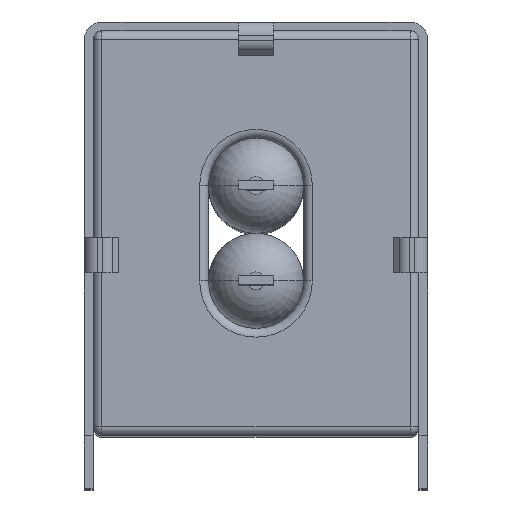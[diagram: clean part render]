
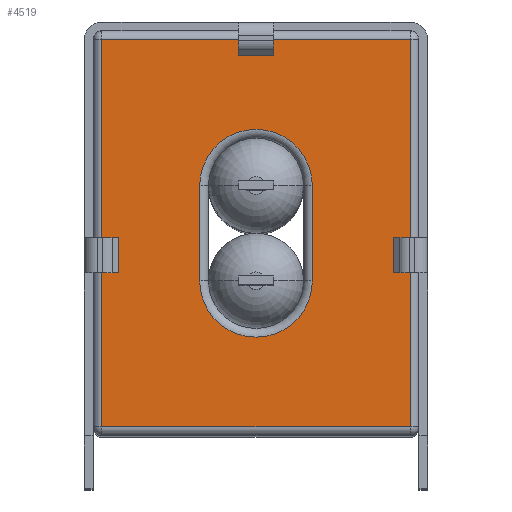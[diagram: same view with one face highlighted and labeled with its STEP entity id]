
A CAD part, top view. The second image highlights one B-rep face of the part: STEP entity #4519.
In plain terms, the highlighted planar face has unit normal (0, 0, 1).
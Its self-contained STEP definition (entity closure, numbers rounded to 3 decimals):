
#127 = VERTEX_POINT ( 'NONE', #1750 ) ;
#378 = EDGE_CURVE ( 'NONE', #127, #6386, #4142, .T. ) ;
#389 = EDGE_CURVE ( 'NONE', #6386, #1410, #1069, .T. ) ;
#540 = CARTESIAN_POINT ( 'NONE',  ( 12.65, 17.55, 48. ) ) ;
#637 = EDGE_CURVE ( 'NONE', #1058, #3984, #1348, .T. ) ;
#962 = EDGE_LOOP ( 'NONE', ( #2860, #5067, #4950, #2071 ) ) ;
#994 = DIRECTION ( 'NONE',  ( 0., 0., -1. ) ) ;
#1014 = LINE ( 'NONE', #6470, #5065 ) ;
#1058 = VERTEX_POINT ( 'NONE', #1310 ) ;
#1069 = LINE ( 'NONE', #3107, #4822 ) ;
#1310 = CARTESIAN_POINT ( 'NONE',  ( 6.25, 17.55, 48. ) ) ;
#1348 = CIRCLE ( 'NONE', #2204, 3.2 ) ;
#1371 = CARTESIAN_POINT ( 'NONE',  ( 12.65, 12.15, 48. ) ) ;
#1387 = LINE ( 'NONE', #3496, #1958 ) ;
#1410 = VERTEX_POINT ( 'NONE', #4686 ) ;
#1428 = CARTESIAN_POINT ( 'NONE',  ( 18.2, 25.85, 48. ) ) ;
#1561 = CARTESIAN_POINT ( 'NONE',  ( 0.7, 25.85, 48. ) ) ;
#1581 = AXIS2_PLACEMENT_3D ( 'NONE', #6365, #4779, #6223 ) ;
#1632 = EDGE_CURVE ( 'NONE', #5731, #127, #3542, .T. ) ;
#1750 = CARTESIAN_POINT ( 'NONE',  ( 18.2, 25.85, 48. ) ) ;
#1839 = DIRECTION ( 'NONE',  ( 0., 1., 0. ) ) ;
#1865 = VERTEX_POINT ( 'NONE', #2827 ) ;
#1875 = CARTESIAN_POINT ( 'NONE',  ( 18.2, 3.85, 48. ) ) ;
#1897 = EDGE_CURVE ( 'NONE', #5764, #1865, #5654, .T. ) ;
#1956 = EDGE_CURVE ( 'NONE', #3984, #5764, #1387, .T. ) ;
#1958 = VECTOR ( 'NONE', #6424, 1000. ) ;
#2071 = ORIENTED_EDGE ( 'NONE', *, *, #3365, .T. ) ;
#2139 = DIRECTION ( 'NONE',  ( 0., -1., 0. ) ) ;
#2204 = AXIS2_PLACEMENT_3D ( 'NONE', #2885, #994, #6001 ) ;
#2442 = DIRECTION ( 'NONE',  ( 1., 0., 0. ) ) ;
#2477 = AXIS2_PLACEMENT_3D ( 'NONE', #6219, #4641, #4175 ) ;
#2827 = CARTESIAN_POINT ( 'NONE',  ( 6.25, 12.15, 48. ) ) ;
#2860 = ORIENTED_EDGE ( 'NONE', *, *, #1632, .T. ) ;
#2885 = CARTESIAN_POINT ( 'NONE',  ( 9.45, 17.55, 48. ) ) ;
#2933 = ORIENTED_EDGE ( 'NONE', *, *, #1897, .T. ) ;
#2985 = ORIENTED_EDGE ( 'NONE', *, *, #637, .T. ) ;
#3008 = VECTOR ( 'NONE', #5244, 1000. ) ;
#3107 = CARTESIAN_POINT ( 'NONE',  ( 0.7, 25.85, 48. ) ) ;
#3133 = VECTOR ( 'NONE', #2442, 1000. ) ;
#3304 = LINE ( 'NONE', #5343, #3133 ) ;
#3306 = FACE_BOUND ( 'NONE', #3779, .T. ) ;
#3365 = EDGE_CURVE ( 'NONE', #1410, #5731, #3304, .T. ) ;
#3422 = EDGE_CURVE ( 'NONE', #1865, #1058, #1014, .T. ) ;
#3476 = DIRECTION ( 'NONE',  ( 0., 1., 0. ) ) ;
#3496 = CARTESIAN_POINT ( 'NONE',  ( 12.65, 12.15, 48. ) ) ;
#3542 = LINE ( 'NONE', #1428, #5262 ) ;
#3675 = CARTESIAN_POINT ( 'NONE',  ( 0.7, 25.85, 48. ) ) ;
#3779 = EDGE_LOOP ( 'NONE', ( #2933, #4614, #2985, #5444 ) ) ;
#3984 = VERTEX_POINT ( 'NONE', #540 ) ;
#4142 = LINE ( 'NONE', #1561, #3008 ) ;
#4175 = DIRECTION ( 'NONE',  ( -1., 0., 0. ) ) ;
#4519 = ADVANCED_FACE ( 'NONE', ( #3306, #5830 ), #5865, .F. ) ;
#4614 = ORIENTED_EDGE ( 'NONE', *, *, #3422, .T. ) ;
#4641 = DIRECTION ( 'NONE',  ( 0., 0., -1. ) ) ;
#4686 = CARTESIAN_POINT ( 'NONE',  ( 0.7, 3.85, 48. ) ) ;
#4779 = DIRECTION ( 'NONE',  ( 0., 0., -1. ) ) ;
#4822 = VECTOR ( 'NONE', #2139, 1000. ) ;
#4950 = ORIENTED_EDGE ( 'NONE', *, *, #389, .T. ) ;
#5065 = VECTOR ( 'NONE', #1839, 1000. ) ;
#5067 = ORIENTED_EDGE ( 'NONE', *, *, #378, .T. ) ;
#5244 = DIRECTION ( 'NONE',  ( -1., 0., 0. ) ) ;
#5262 = VECTOR ( 'NONE', #3476, 1000. ) ;
#5343 = CARTESIAN_POINT ( 'NONE',  ( 0.7, 3.85, 48. ) ) ;
#5444 = ORIENTED_EDGE ( 'NONE', *, *, #1956, .T. ) ;
#5654 = CIRCLE ( 'NONE', #2477, 3.2 ) ;
#5731 = VERTEX_POINT ( 'NONE', #1875 ) ;
#5764 = VERTEX_POINT ( 'NONE', #1371 ) ;
#5830 = FACE_OUTER_BOUND ( 'NONE', #962, .T. ) ;
#5865 = PLANE ( 'NONE',  #1581 ) ;
#6001 = DIRECTION ( 'NONE',  ( -1., 0., 0. ) ) ;
#6219 = CARTESIAN_POINT ( 'NONE',  ( 9.45, 12.15, 48. ) ) ;
#6223 = DIRECTION ( 'NONE',  ( -1., 0., 0. ) ) ;
#6365 = CARTESIAN_POINT ( 'NONE',  ( 0.7, 25.85, 48. ) ) ;
#6386 = VERTEX_POINT ( 'NONE', #3675 ) ;
#6424 = DIRECTION ( 'NONE',  ( 0., -1., 0. ) ) ;
#6470 = CARTESIAN_POINT ( 'NONE',  ( 6.25, 17.55, 48. ) ) ;
